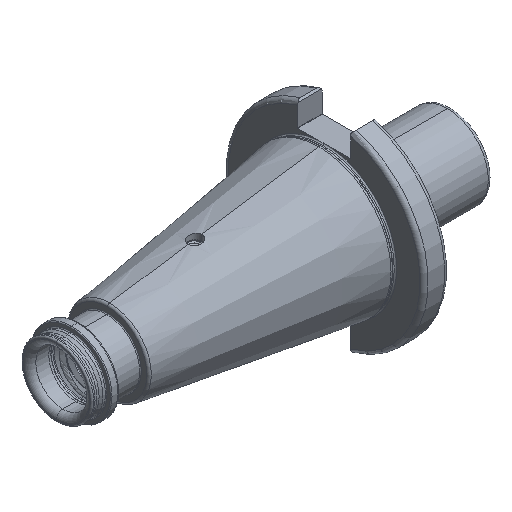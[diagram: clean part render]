
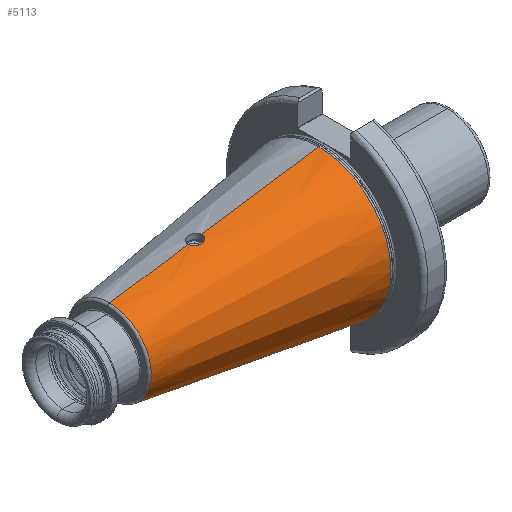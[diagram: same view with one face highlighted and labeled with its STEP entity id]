
A CAD part, isometric view. The second image highlights one B-rep face of the part: STEP entity #5113.
In plain terms, the highlighted conical face has half-angle 8.297 degrees and reference radius 35.027 mm.
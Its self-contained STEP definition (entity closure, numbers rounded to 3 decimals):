
#934 = VERTEX_POINT ( 'NONE', #3894 ) ;
#1011 = VERTEX_POINT ( 'NONE', #3950 ) ;
#3223 = AXIS2_PLACEMENT_3D ( 'NONE', #22196, #22193, #22169 ) ;
#3246 = AXIS2_PLACEMENT_3D ( 'NONE', #11815, #11806, #11819 ) ;
#3520 = B_SPLINE_CURVE_WITH_KNOTS ( 'NONE', 3,
 ( #22341, #22342, #22406, #22386, #22375, #22354, #22361, #22393, #22360, #22363, #22403, #22407, #22362, #22387, #22368, #22373, #22384, #22388, #22392, #22376, #22405, #22381, #22369, #22377, #22410, #22350, #22347, #22378, #22385, #22372 ),
 .UNSPECIFIED., .F., .F.,
 ( 4, 2, 2, 2, 2, 2, 2, 2, 2, 2, 2, 2, 2, 2, 4 ),
 ( 0.018, 0.019, 0.019, 0.02, 0.021, 0.022, 0.022, 0.023, 0.024, 0.025, 0.026, 0.026, 0.027, 0.028, 0.028 ),
 .UNSPECIFIED. ) ;
#3894 = CARTESIAN_POINT ( 'NONE',  ( -71.95, 0., 25.774 ) ) ;
#3950 = CARTESIAN_POINT ( 'NONE',  ( -65.45, 0., 26.722 ) ) ;
#4828 = CARTESIAN_POINT ( 'NONE',  ( -8.5, 0., -35.027 ) ) ;
#5034 = CARTESIAN_POINT ( 'NONE',  ( -110.123, 0., 20.207 ) ) ;
#5051 = CARTESIAN_POINT ( 'NONE',  ( -110.123, 0., -20.207 ) ) ;
#5054 = CARTESIAN_POINT ( 'NONE',  ( -8.5, 0., 35.027 ) ) ;
#5113 = ADVANCED_FACE ( 'NONE', ( #18384 ), #18448, .T. ) ;
#8735 = CARTESIAN_POINT ( 'NONE',  ( -8.5, 0., 35.027 ) ) ;
#8884 = DIRECTION ( 'NONE',  ( 0.99, 0., 0.144 ) ) ;
#9797 = DIRECTION ( 'NONE',  ( 0.99, 0., 0.144 ) ) ;
#9811 = CARTESIAN_POINT ( 'NONE',  ( -8.5, 0., 35.027 ) ) ;
#11557 = DIRECTION ( 'NONE',  ( 0.99, 0., -0.144 ) ) ;
#11582 = CARTESIAN_POINT ( 'NONE',  ( -8.5, 0., -35.027 ) ) ;
#11806 = DIRECTION ( 'NONE',  ( -1., 0., 0. ) ) ;
#11815 = CARTESIAN_POINT ( 'NONE',  ( -8.5, 0., 0. ) ) ;
#11819 = DIRECTION ( 'NONE',  ( 0., 0., 1. ) ) ;
#12649 = AXIS2_PLACEMENT_3D ( 'NONE', #17528, #17546, #17529 ) ;
#12871 = EDGE_CURVE ( 'NONE', #934, #1011, #3520, .T. ) ;
#12990 = EDGE_CURVE ( 'NONE', #21734, #21732, #17308, .T. ) ;
#13045 = EDGE_CURVE ( 'NONE', #17419, #21753, #17341, .T. ) ;
#13109 = EDGE_CURVE ( 'NONE', #21734, #17419, #17023, .T. ) ;
#13144 = EDGE_CURVE ( 'NONE', #1011, #21753, #17077, .T. ) ;
#13162 = EDGE_CURVE ( 'NONE', #21732, #934, #17093, .T. ) ;
#17023 = LINE ( 'NONE', #11582, #17033 ) ;
#17033 = VECTOR ( 'NONE', #11557, 1000. ) ;
#17073 = VECTOR ( 'NONE', #8884, 1000. ) ;
#17077 = LINE ( 'NONE', #9811, #17079 ) ;
#17079 = VECTOR ( 'NONE', #9797, 1000. ) ;
#17093 = LINE ( 'NONE', #8735, #17073 ) ;
#17308 = CIRCLE ( 'NONE', #3223, 20.207 ) ;
#17341 = CIRCLE ( 'NONE', #3246, 35.027 ) ;
#17419 = VERTEX_POINT ( 'NONE', #4828 ) ;
#17528 = CARTESIAN_POINT ( 'NONE',  ( -8.5, 0., 0. ) ) ;
#17529 = DIRECTION ( 'NONE',  ( 0., 0., -1. ) ) ;
#17546 = DIRECTION ( 'NONE',  ( 1., 0., 0. ) ) ;
#18384 = FACE_OUTER_BOUND ( 'NONE', #23223, .T. ) ;
#18448 = CONICAL_SURFACE ( 'NONE', #12649, 35.027, 0.145 ) ;
#21732 = VERTEX_POINT ( 'NONE', #5034 ) ;
#21734 = VERTEX_POINT ( 'NONE', #5051 ) ;
#21753 = VERTEX_POINT ( 'NONE', #5054 ) ;
#22169 = DIRECTION ( 'NONE',  ( 0., 0., 1. ) ) ;
#22193 = DIRECTION ( 'NONE',  ( -1., 0., 0. ) ) ;
#22196 = CARTESIAN_POINT ( 'NONE',  ( -110.123, 0., 0. ) ) ;
#22341 = CARTESIAN_POINT ( 'NONE',  ( -71.95, 0., 25.774 ) ) ;
#22342 = CARTESIAN_POINT ( 'NONE',  ( -71.95, -0.213, 25.774 ) ) ;
#22347 = CARTESIAN_POINT ( 'NONE',  ( -65.555, -0.846, 26.694 ) ) ;
#22350 = CARTESIAN_POINT ( 'NONE',  ( -65.618, -1.053, 26.677 ) ) ;
#22354 = CARTESIAN_POINT ( 'NONE',  ( -71.536, -1.643, 25.785 ) ) ;
#22360 = CARTESIAN_POINT ( 'NONE',  ( -70.666, -2.597, 25.831 ) ) ;
#22361 = CARTESIAN_POINT ( 'NONE',  ( -71.291, -2.008, 25.794 ) ) ;
#22362 = CARTESIAN_POINT ( 'NONE',  ( -69.521, -3.152, 25.937 ) ) ;
#22363 = CARTESIAN_POINT ( 'NONE',  ( -70.311, -2.831, 25.859 ) ) ;
#22368 = CARTESIAN_POINT ( 'NONE',  ( -68.889, -3.251, 26.018 ) ) ;
#22369 = CARTESIAN_POINT ( 'NONE',  ( -66.117, -1.984, 26.551 ) ) ;
#22372 = CARTESIAN_POINT ( 'NONE',  ( -65.45, 0., 26.722 ) ) ;
#22373 = CARTESIAN_POINT ( 'NONE',  ( -68.256, -3.247, 26.112 ) ) ;
#22375 = CARTESIAN_POINT ( 'NONE',  ( -71.782, -1.054, 25.778 ) ) ;
#22376 = CARTESIAN_POINT ( 'NONE',  ( -66.714, -2.581, 26.412 ) ) ;
#22377 = CARTESIAN_POINT ( 'NONE',  ( -65.882, -1.632, 26.61 ) ) ;
#22378 = CARTESIAN_POINT ( 'NONE',  ( -65.471, -0.428, 26.716 ) ) ;
#22381 = CARTESIAN_POINT ( 'NONE',  ( -66.254, -2.15, 26.518 ) ) ;
#22384 = CARTESIAN_POINT ( 'NONE',  ( -67.833, -3.16, 26.185 ) ) ;
#22385 = CARTESIAN_POINT ( 'NONE',  ( -65.45, -0.216, 26.722 ) ) ;
#22386 = CARTESIAN_POINT ( 'NONE',  ( -71.845, -0.848, 25.776 ) ) ;
#22387 = CARTESIAN_POINT ( 'NONE',  ( -69.103, -3.232, 25.989 ) ) ;
#22388 = CARTESIAN_POINT ( 'NONE',  ( -67.252, -2.917, 26.298 ) ) ;
#22392 = CARTESIAN_POINT ( 'NONE',  ( -67.065, -2.816, 26.337 ) ) ;
#22393 = CARTESIAN_POINT ( 'NONE',  ( -70.832, -2.463, 25.82 ) ) ;
#22403 = CARTESIAN_POINT ( 'NONE',  ( -70.119, -2.932, 25.876 ) ) ;
#22405 = CARTESIAN_POINT ( 'NONE',  ( -66.552, -2.448, 26.449 ) ) ;
#22406 = CARTESIAN_POINT ( 'NONE',  ( -71.929, -0.425, 25.774 ) ) ;
#22407 = CARTESIAN_POINT ( 'NONE',  ( -69.724, -3.092, 25.915 ) ) ;
#22410 = CARTESIAN_POINT ( 'NONE',  ( -65.782, -1.446, 26.635 ) ) ;
#23223 = EDGE_LOOP ( 'NONE', ( #23496, #23512, #23515, #23500, #23532, #23491 ) ) ;
#23491 = ORIENTED_EDGE ( 'NONE', *, *, #12871, .F. ) ;
#23496 = ORIENTED_EDGE ( 'NONE', *, *, #13162, .F. ) ;
#23500 = ORIENTED_EDGE ( 'NONE', *, *, #13045, .T. ) ;
#23512 = ORIENTED_EDGE ( 'NONE', *, *, #12990, .F. ) ;
#23515 = ORIENTED_EDGE ( 'NONE', *, *, #13109, .T. ) ;
#23532 = ORIENTED_EDGE ( 'NONE', *, *, #13144, .F. ) ;
